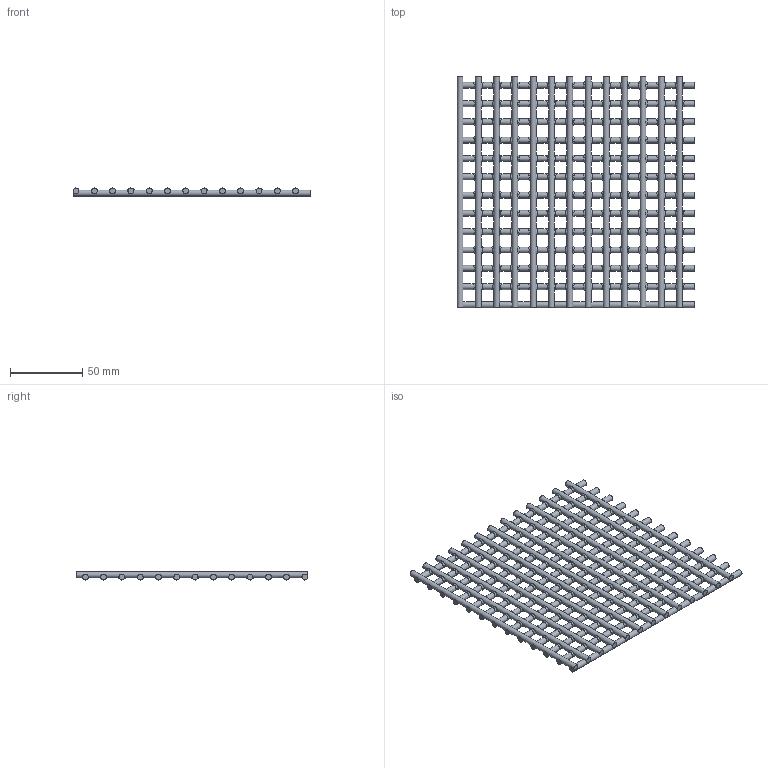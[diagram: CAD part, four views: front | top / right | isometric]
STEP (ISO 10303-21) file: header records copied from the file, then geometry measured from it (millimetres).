
FILE_DESCRIPTION(/* description */ (''),/* implementation_level */ '2;1');
FILE_NAME(/* name */ '.5_MESH_SMALL.step',/* time_stamp */ '2020-12-28T11:04:20-05:00',/* author */ (''),/* organization */ (''),/* preprocessor_version */ 'ST-DEVELOPER v18.1',/* originating_system */ 'Autodesk Translation Framework v9.7.1.1290',/* authorisation */ '');
FILE_SCHEMA (('AUTOMOTIVE_DESIGN { 1 0 10303 214 3 1 1 }'));
Products named in the file (1): 1/2"x1/2"_MESH_SMALL
Bounding box: 165.1 x 160.78 x 5.59 mm (x, y, z)
Volume: 51009.2 mm3; surface area: 45044.7 mm2
Topology: 1 solids, 1 shells, 261 faces, 1552 edges, 1005 vertices
Faces by surface type: bspline 144, cylinder 65, plane 52
Full cylindrical faces by diameter (mm): 4.064 x26
Entity records: 53555 total; most frequent: CARTESIAN_POINT 43498, ORIENTED_EDGE 3104, EDGE_CURVE 1552, DIRECTION 1057, VERTEX_POINT 1005, B_SPLINE_CURVE_WITH_KNOTS 966, AXIS2_PLACEMENT_3D 353, LINE 351
